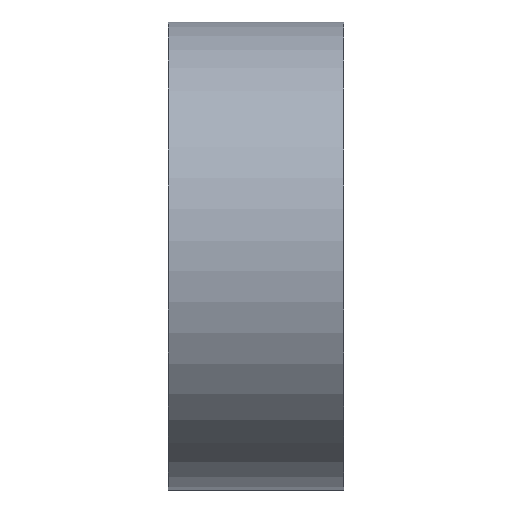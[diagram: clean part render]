
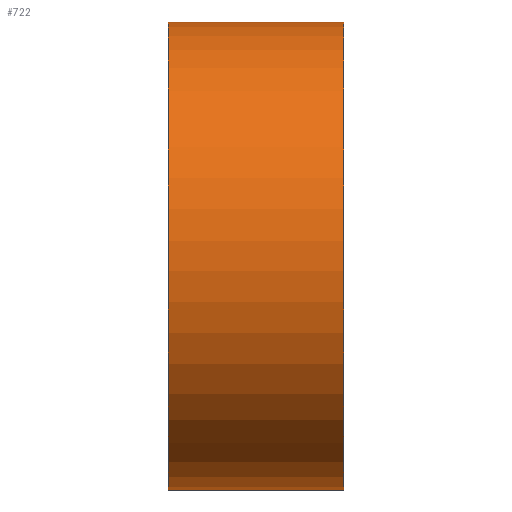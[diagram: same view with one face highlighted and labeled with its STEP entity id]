
A CAD part, left-side view. The second image highlights one B-rep face of the part: STEP entity #722.
In plain terms, the highlighted free-form (B-spline) face has degree [2, 1] with [5, 2] control points.
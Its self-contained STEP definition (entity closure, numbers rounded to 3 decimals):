
#254 = VERTEX_POINT('',#255);
#255 = CARTESIAN_POINT('',(0.,12.682,
    16.909));
#256 = VERTEX_POINT('',#257);
#257 = CARTESIAN_POINT('',(0.,12.682,-16.909));
#265 = EDGE_CURVE('',#254,#266,#268,.T.);
#266 = VERTEX_POINT('',#267);
#267 = CARTESIAN_POINT('',(0.,0.,16.909));
#268 = B_SPLINE_CURVE_WITH_KNOTS('',1,(#269,#270),.UNSPECIFIED.,.F.,.F.,
  (2,2),(-0.,9.),.PIECEWISE_BEZIER_KNOTS.);
#269 = CARTESIAN_POINT('',(0.,12.682,
    16.909));
#270 = CARTESIAN_POINT('',(0.,0.,16.909));
#273 = VERTEX_POINT('',#274);
#274 = CARTESIAN_POINT('',(0.,0.,-16.909));
#282 = EDGE_CURVE('',#256,#273,#283,.T.);
#283 = B_SPLINE_CURVE_WITH_KNOTS('',1,(#284,#285),.UNSPECIFIED.,.F.,.F.,
  (2,2),(-0.,9.),.PIECEWISE_BEZIER_KNOTS.);
#284 = CARTESIAN_POINT('',(0.,12.682,-16.909));
#285 = CARTESIAN_POINT('',(0.,0.,-16.909));
#524 = EDGE_CURVE('',#256,#254,#525,.T.);
#525 = ( BOUNDED_CURVE() B_SPLINE_CURVE(2,(#526,#527,#528,#529,#530),
.UNSPECIFIED.,.F.,.F.) B_SPLINE_CURVE_WITH_KNOTS((3,2,3),(3.142,
4.712,6.283),.PIECEWISE_BEZIER_KNOTS.) CURVE() 
GEOMETRIC_REPRESENTATION_ITEM() RATIONAL_B_SPLINE_CURVE((1.,
0.707,1.,0.707,1.)) REPRESENTATION_ITEM('') );
#526 = CARTESIAN_POINT('',(0.,12.682,
    -16.909));
#527 = CARTESIAN_POINT('',(-16.909,12.682,
    -16.909));
#528 = CARTESIAN_POINT('',(-16.909,12.682,
    0.));
#529 = CARTESIAN_POINT('',(-16.909,12.682,
    16.909));
#530 = CARTESIAN_POINT('',(0.,12.682,
    16.909));
#665 = EDGE_CURVE('',#273,#266,#666,.T.);
#666 = ( BOUNDED_CURVE() B_SPLINE_CURVE(2,(#667,#668,#669,#670,#671),
.UNSPECIFIED.,.F.,.F.) B_SPLINE_CURVE_WITH_KNOTS((3,2,3),(3.142,
4.712,6.283),.PIECEWISE_BEZIER_KNOTS.) CURVE() 
GEOMETRIC_REPRESENTATION_ITEM() RATIONAL_B_SPLINE_CURVE((1.,
0.707,1.,0.707,1.)) REPRESENTATION_ITEM('') );
#667 = CARTESIAN_POINT('',(0.,0.,-16.909));
#668 = CARTESIAN_POINT('',(-16.909,0.,-16.909));
#669 = CARTESIAN_POINT('',(-16.909,0.,0.));
#670 = CARTESIAN_POINT('',(-16.909,0.,16.909));
#671 = CARTESIAN_POINT('',(0.,0.,16.909));
#722 = ADVANCED_FACE('',(#723),#729,.T.);
#723 = FACE_BOUND('',#724,.T.);
#724 = EDGE_LOOP('',(#725,#726,#727,#728));
#725 = ORIENTED_EDGE('',*,*,#265,.F.);
#726 = ORIENTED_EDGE('',*,*,#524,.F.);
#727 = ORIENTED_EDGE('',*,*,#282,.T.);
#728 = ORIENTED_EDGE('',*,*,#665,.T.);
#729 = ( BOUNDED_SURFACE() B_SPLINE_SURFACE(2,1,(
    (#730,#731)
    ,(#732,#733)
    ,(#734,#735)
    ,(#736,#737)
,(#738,#739
    )),.UNSPECIFIED.,.F.,.F.,.F.) B_SPLINE_SURFACE_WITH_KNOTS((3,2,3),(2
    ,2),(3.142,4.712,6.283),(0.,9.),
.PIECEWISE_BEZIER_KNOTS.) GEOMETRIC_REPRESENTATION_ITEM() 
RATIONAL_B_SPLINE_SURFACE((
    (1.,1.)
    ,(0.707,0.707)
    ,(1.,1.)
    ,(0.707,0.707)
,(1.,1.))) REPRESENTATION_ITEM('') SURFACE() );
#730 = CARTESIAN_POINT('',(0.,12.682,
    16.909));
#731 = CARTESIAN_POINT('',(0.,0.,16.909));
#732 = CARTESIAN_POINT('',(-16.909,12.682,
    16.909));
#733 = CARTESIAN_POINT('',(-16.909,0.,16.909));
#734 = CARTESIAN_POINT('',(-16.909,12.682,
    0.));
#735 = CARTESIAN_POINT('',(-16.909,0.,0.));
#736 = CARTESIAN_POINT('',(-16.909,12.682,
    -16.909));
#737 = CARTESIAN_POINT('',(-16.909,0.,-16.909));
#738 = CARTESIAN_POINT('',(0.,12.682,
    -16.909));
#739 = CARTESIAN_POINT('',(0.,0.,-16.909));
